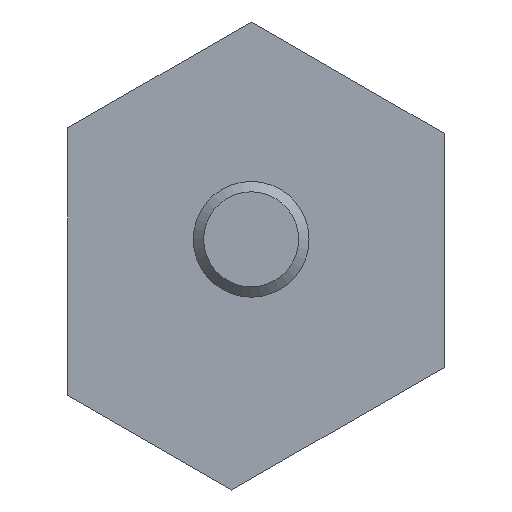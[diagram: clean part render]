
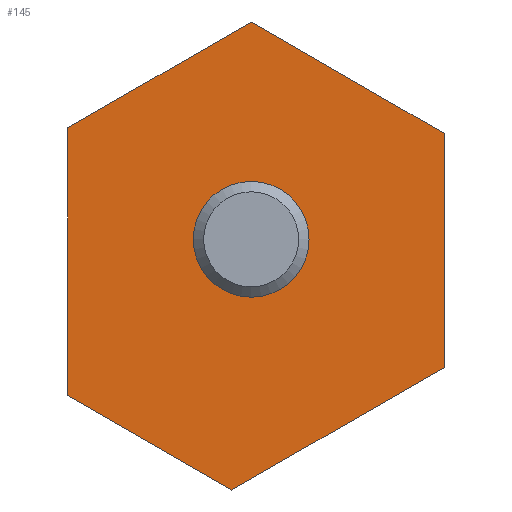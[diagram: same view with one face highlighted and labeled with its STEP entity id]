
A CAD part, front view. The second image highlights one B-rep face of the part: STEP entity #145.
In plain terms, the highlighted planar face has unit normal (0, -1, 0).
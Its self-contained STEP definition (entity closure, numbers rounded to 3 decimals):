
#145 = ADVANCED_FACE( '', ( #347, #348 ), #349, .F. );
#347 = FACE_BOUND( '', #608, .T. );
#348 = FACE_OUTER_BOUND( '', #609, .T. );
#349 = PLANE( '', #610 );
#608 = EDGE_LOOP( '', ( #992 ) );
#609 = EDGE_LOOP( '', ( #993, #994, #995, #996, #997, #998 ) );
#610 = AXIS2_PLACEMENT_3D( '', #999, #1000, #1001 );
#992 = ORIENTED_EDGE( '', *, *, #1607, .F. );
#993 = ORIENTED_EDGE( '', *, *, #1486, .F. );
#994 = ORIENTED_EDGE( '', *, *, #1552, .F. );
#995 = ORIENTED_EDGE( '', *, *, #1565, .F. );
#996 = ORIENTED_EDGE( '', *, *, #1608, .F. );
#997 = ORIENTED_EDGE( '', *, *, #1609, .F. );
#998 = ORIENTED_EDGE( '', *, *, #1610, .F. );
#999 = CARTESIAN_POINT( '', ( 0., 0., 0. ) );
#1000 = DIRECTION( '', ( 0., 1., 0. ) );
#1001 = DIRECTION( '', ( 0., 0., 1. ) );
#1486 = EDGE_CURVE( '', #1753, #1754, #1755, .T. );
#1552 = EDGE_CURVE( '', #1874, #1753, #1875, .T. );
#1565 = EDGE_CURVE( '', #1895, #1874, #1896, .T. );
#1607 = EDGE_CURVE( '', #1962, #1962, #1963, .F. );
#1608 = EDGE_CURVE( '', #1964, #1895, #1965, .T. );
#1609 = EDGE_CURVE( '', #1966, #1964, #1967, .T. );
#1610 = EDGE_CURVE( '', #1754, #1966, #1968, .T. );
#1753 = VERTEX_POINT( '', #2148 );
#1754 = VERTEX_POINT( '', #2149 );
#1755 = LINE( '', #2150, #2151 );
#1874 = VERTEX_POINT( '', #2326 );
#1875 = LINE( '', #2327, #2328 );
#1895 = VERTEX_POINT( '', #2357 );
#1896 = LINE( '', #2358, #2359 );
#1962 = VERTEX_POINT( '', #2454 );
#1963 = CIRCLE( '', #2455, 6. );
#1964 = VERTEX_POINT( '', #2456 );
#1965 = LINE( '', #2457, #2458 );
#1966 = VERTEX_POINT( '', #2459 );
#1967 = LINE( '', #2460, #2461 );
#1968 = LINE( '', #2462, #2463 );
#2148 = CARTESIAN_POINT( '', ( -2., 0., -25.981 ) );
#2149 = CARTESIAN_POINT( '', ( -19., 0., -16.166 ) );
#2150 = CARTESIAN_POINT( '', ( -2., 0., -25.981 ) );
#2151 = VECTOR( '', #2722, 1000. );
#2326 = CARTESIAN_POINT( '', ( 20., 0., -13.279 ) );
#2327 = CARTESIAN_POINT( '', ( 20., 0., -13.279 ) );
#2328 = VECTOR( '', #2779, 1000. );
#2357 = CARTESIAN_POINT( '', ( 20., 0., 10.97 ) );
#2358 = CARTESIAN_POINT( '', ( 20., 0., 10.97 ) );
#2359 = VECTOR( '', #2789, 1000. );
#2454 = CARTESIAN_POINT( '', ( 0., 0., 6. ) );
#2455 = AXIS2_PLACEMENT_3D( '', #2828, #2829, #2830 );
#2456 = CARTESIAN_POINT( '', ( 0., 0., 22.517 ) );
#2457 = CARTESIAN_POINT( '', ( 0., 0., 22.517 ) );
#2458 = VECTOR( '', #2831, 1000. );
#2459 = CARTESIAN_POINT( '', ( -19., 0., 11.547 ) );
#2460 = CARTESIAN_POINT( '', ( -19., 0., 11.547 ) );
#2461 = VECTOR( '', #2832, 1000. );
#2462 = CARTESIAN_POINT( '', ( -19., 0., -16.166 ) );
#2463 = VECTOR( '', #2833, 1000. );
#2722 = DIRECTION( '', ( -0.866, 0., 0.5 ) );
#2779 = DIRECTION( '', ( -0.866, 0., -0.5 ) );
#2789 = DIRECTION( '', ( 0., 0., -1. ) );
#2828 = CARTESIAN_POINT( '', ( 0., 0., 0. ) );
#2829 = DIRECTION( '', ( 0., 1., 0. ) );
#2830 = DIRECTION( '', ( 0., 0., 1. ) );
#2831 = DIRECTION( '', ( 0.866, 0., -0.5 ) );
#2832 = DIRECTION( '', ( 0.866, 0., 0.5 ) );
#2833 = DIRECTION( '', ( 0., 0., 1. ) );
